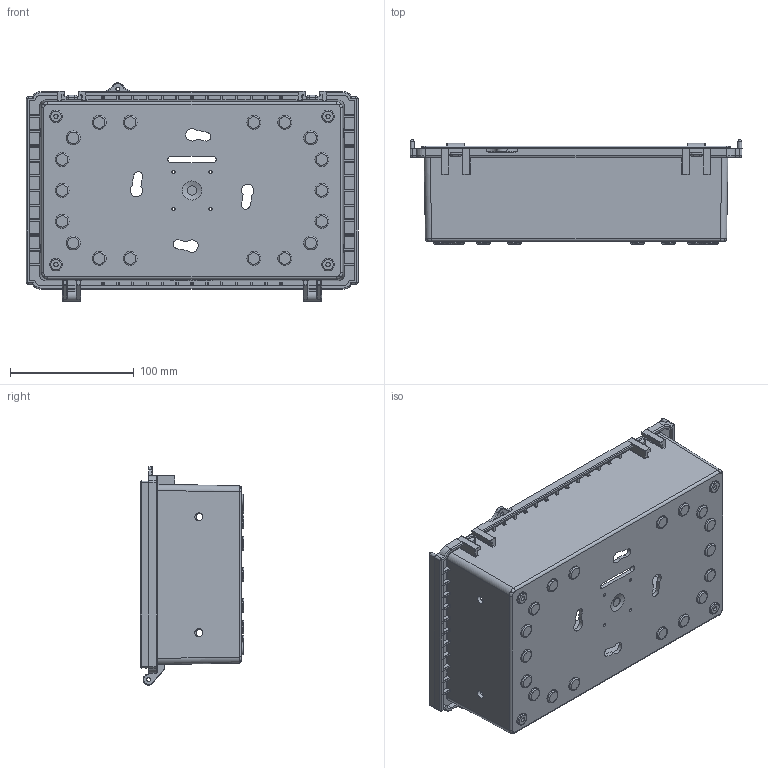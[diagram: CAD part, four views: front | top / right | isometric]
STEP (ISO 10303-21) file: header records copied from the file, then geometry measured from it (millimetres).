
FILE_DESCRIPTION(/* description */ (''),/* implementation_level */ '2;1');
FILE_NAME(/* name */ 'WQ-50B_WQ-50B-02.stp',/* time_stamp */ '2023-06-01T18:37:14-04:00',/* author */ ('Jacob'),/* organization */ (''),/* preprocessor_version */ 'ST-DEVELOPER v19',/* originating_system */ 'Autodesk Inventor 2023',/* authorisation */ '');
FILE_SCHEMA (('AUTOMOTIVE_DESIGN { 1 0 10303 214 3 1 1 }'));
Length unit declared in the file: millimetre
Products named in the file (1): WQ-50B_WQ-50B-02
Bounding box: 268.4 x 84 x 176.5 mm (x, y, z)
Volume: 346751.9 mm3; surface area: 218043.2 mm2
Topology: 3 solids, 3 shells, 1247 faces, 3094 edges, 1907 vertices
Faces by surface type: cylinder 530, plane 417, bspline 150, torus 76, cone 48, sphere 26
Full cylindrical faces by diameter (mm): 2.6 x4, 3 x2, 3.3 x2, 3.5 x18, 4 x11, 5.5 x4, 6.5 x4, 7.5 x1, 10.008 x4, 11.2 x18
Entity records: 40239 total; most frequent: CARTESIAN_POINT 10490, DIRECTION 6423, ORIENTED_EDGE 6140, EDGE_CURVE 3070, AXIS2_PLACEMENT_3D 2439, VERTEX_POINT 1907, LINE 1545, VECTOR 1545
